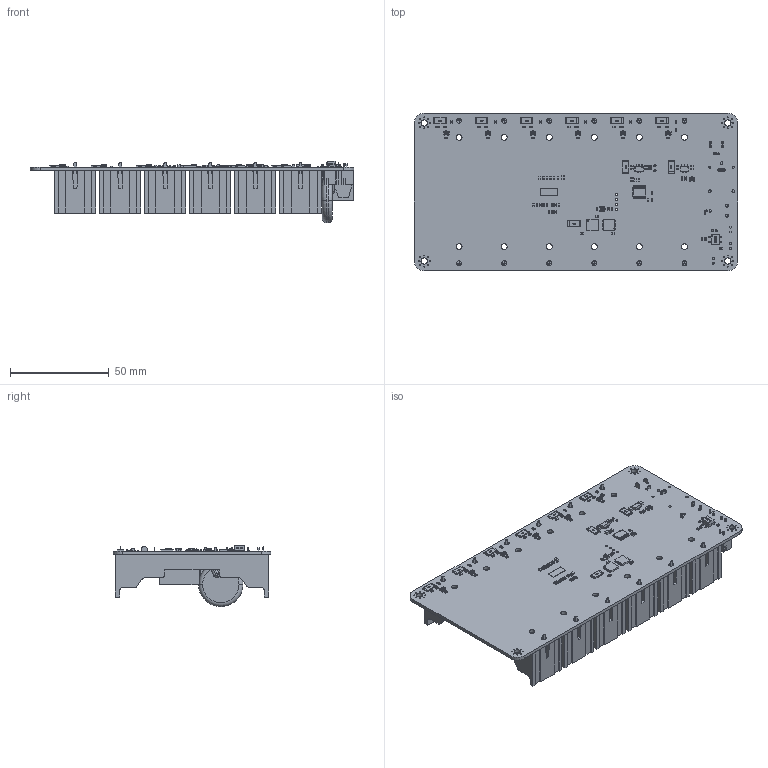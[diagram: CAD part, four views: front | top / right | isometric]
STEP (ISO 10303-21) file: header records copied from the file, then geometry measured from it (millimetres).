
FILE_DESCRIPTION(('Open CASCADE Model'),'2;1');
FILE_NAME('Open CASCADE Shape Model','2025-10-17T16:14:32',('Author'),( 'Open CASCADE'),'Open CASCADE STEP processor 6.8','Open CASCADE 6.8' ,'Unknown');
FILE_SCHEMA(('AUTOMOTIVE_DESIGN { 1 0 10303 214 1 1 1 1 }'));
Length unit declared in the file: millimetre
Products named in the file (142): PCB; Board; Open CASCADE STEP translator 6.8 1.1.1; R45; User_Library-SMD_RESISTOR-10603; R44; User_Library-SMD_RESISTOR-10805; R7; Q10; SOT-23-3; C18; User_Library-cap_0603-1; C9; R5; User_Library-SMD_RESISTOR-12512; R4; J12; 18650_Battery_Holder; 18650m_1; 
\X0\; J11; Q9; Q8; 6413604304; R51; R50; C28; U4; 6531856672; Extruded; U3; TSSOP20_TP; Board1; Free-Models1; 451466065; Extruded1; TSSOP21; U2; SOT89-3; User_Library-SOT89-3_Fusion ...
Assembly tree (229 placements, depth 6):
  PCB
    Board
      Open CASCADE STEP translator 6.8 1.1.1
    R45
      User_Library-SMD_RESISTOR-10603
    R44
      User_Library-SMD_RESISTOR-10805
    R7
      User_Library-SMD_RESISTOR-10603
    Q10
      SOT-23-3
    C18
      User_Library-cap_0603-1
    C9
      User_Library-cap_0603-1
    R5
      User_Library-SMD_RESISTOR-12512
    R4
      User_Library-SMD_RESISTOR-12512
    J12
      18650_Battery_Holder
        18650m_1
  
\X0\  x2
    J11
      18650_Battery_Holder
        18650m_1
  
\X0\  x2
    Q9
      SOT-23-3
    Q8
      6413604304
    R51
      User_Library-SMD_RESISTOR-10603
    R50
      User_Library-SMD_RESISTOR-10603
    C28
      User_Library-cap_0603-1
    U4
      6531856672
        Extruded
    U3
      TSSOP20_TP
        Board1
        Free-Models1
          451466065
            Extruded1
          TSSOP21
    U2
      SOT89-3
        User_Library-SOT89-3_Fusion
        User_Library-SOT89-3_User_Library_SOT89_5005
    U1
      SOT89-3
        User_Library-SOT89-3_Fusion
        User_Library-SOT89-3_User_Library_SOT89_5005
    RLY1
      6532259952
        Extruded
    R49
      User_Library-SMD_RESISTOR-10603
Bounding box: 164 x 80 x 31.09 mm (x, y, z)
Volume: 80394.9 mm3; surface area: 91807.2 mm2
Topology: 330 solids, 333 shells, 10426 faces, 26845 edges, 17354 vertices
Faces by surface type: plane 5868, bspline 3060, cylinder 1262, sphere 190, torus 26, revolution 20
Full cylindrical faces by diameter (mm): 0.282 x2, 0.5 x32, 1 x6, 1.1 x8, 1.2 x2, 1.4 x3, 1.5 x2, 2.4 x6, 2.5 x12, 3 x12, 3.2 x4, 3.8 x4
Entity records: 99524 total; most frequent: CARTESIAN_POINT 34189, ORIENTED_EDGE 11610, DIRECTION 10294, EDGE_CURVE 5809, LINE 3970, VECTOR 3970, VERTEX_POINT 3747, AXIS2_PLACEMENT_3D 3152
